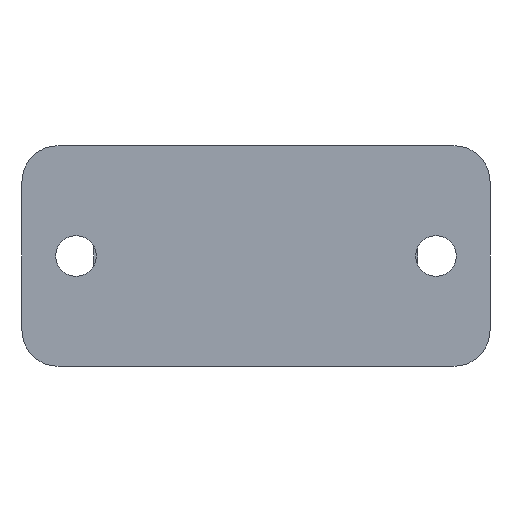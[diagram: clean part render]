
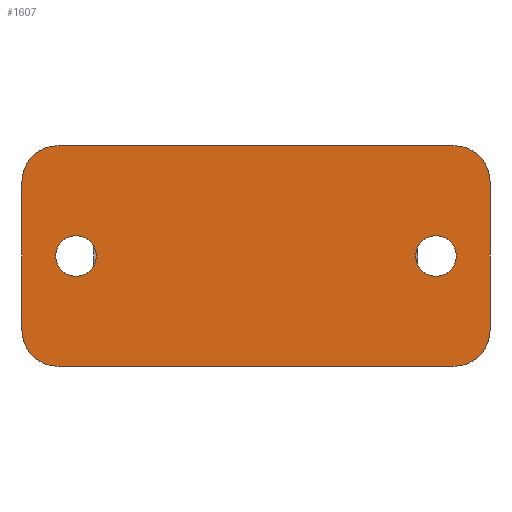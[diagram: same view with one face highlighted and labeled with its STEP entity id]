
A CAD part, front view. The second image highlights one B-rep face of the part: STEP entity #1607.
In plain terms, the highlighted planar face has unit normal (0, -1, 0).
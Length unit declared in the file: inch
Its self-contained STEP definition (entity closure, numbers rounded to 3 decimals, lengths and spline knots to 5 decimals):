
#6 = CARTESIAN_POINT ( 'NONE',  ( -2.5, 0., 0.28125 ) ) ;
#17 = VERTEX_POINT ( 'NONE', #2668 ) ;
#109 = ORIENTED_EDGE ( 'NONE', *, *, #1562, .F. ) ;
#157 = LINE ( 'NONE', #3220, #1790 ) ;
#223 = EDGE_CURVE ( 'NONE', #1593, #638, #3205, .T. ) ;
#348 = CARTESIAN_POINT ( 'NONE',  ( -2.75, 0., 1.03125 ) ) ;
#389 = ORIENTED_EDGE ( 'NONE', *, *, #1336, .T. ) ;
#393 = DIRECTION ( 'NONE',  ( 0., 0., -1. ) ) ;
#497 = ORIENTED_EDGE ( 'NONE', *, *, #2681, .F. ) ;
#511 = VECTOR ( 'NONE', #859, 39.37008 ) ;
#543 = CARTESIAN_POINT ( 'NONE',  ( -3.25, 0., -1.03125 ) ) ;
#566 = LINE ( 'NONE', #3489, #2125 ) ;
#592 = CARTESIAN_POINT ( 'NONE',  ( -2.5, 0., 0. ) ) ;
#597 = EDGE_CURVE ( 'NONE', #17, #2381, #1404, .T. ) ;
#612 = DIRECTION ( 'NONE',  ( -1., 0., 0. ) ) ;
#623 = CARTESIAN_POINT ( 'NONE',  ( 2.5, 0., 0. ) ) ;
#638 = VERTEX_POINT ( 'NONE', #1224 ) ;
#653 = EDGE_LOOP ( 'NONE', ( #109, #389, #1771, #1065, #497, #966, #1756, #2485 ) ) ;
#702 = EDGE_CURVE ( 'NONE', #1665, #2454, #2866, .T. ) ;
#764 = VERTEX_POINT ( 'NONE', #2373 ) ;
#855 = DIRECTION ( 'NONE',  ( 0., 1., 0. ) ) ;
#859 = DIRECTION ( 'NONE',  ( 1., 0., 0. ) ) ;
#880 = ORIENTED_EDGE ( 'NONE', *, *, #597, .T. ) ;
#898 = CARTESIAN_POINT ( 'NONE',  ( -2.75, 0., -1.03125 ) ) ;
#915 = DIRECTION ( 'NONE',  ( 0., 0., -1. ) ) ;
#921 = FACE_BOUND ( 'NONE', #1285, .T. ) ;
#966 = ORIENTED_EDGE ( 'NONE', *, *, #1152, .T. ) ;
#984 = VERTEX_POINT ( 'NONE', #2695 ) ;
#990 = ORIENTED_EDGE ( 'NONE', *, *, #702, .T. ) ;
#1033 = AXIS2_PLACEMENT_3D ( 'NONE', #1807, #2082, #2365 ) ;
#1065 = ORIENTED_EDGE ( 'NONE', *, *, #2822, .T. ) ;
#1069 = EDGE_CURVE ( 'NONE', #1333, #3312, #2781, .T. ) ;
#1088 = ORIENTED_EDGE ( 'NONE', *, *, #1201, .T. ) ;
#1152 = EDGE_CURVE ( 'NONE', #1682, #1883, #3426, .T. ) ;
#1173 = CARTESIAN_POINT ( 'NONE',  ( 2.75, 0., 1.03125 ) ) ;
#1184 = DIRECTION ( 'NONE',  ( 0., -1., 0. ) ) ;
#1201 = EDGE_CURVE ( 'NONE', #2381, #17, #2998, .T. ) ;
#1224 = CARTESIAN_POINT ( 'NONE',  ( 3.25, 0., -1.03125 ) ) ;
#1231 = AXIS2_PLACEMENT_3D ( 'NONE', #898, #1184, #915 ) ;
#1276 = AXIS2_PLACEMENT_3D ( 'NONE', #592, #3112, #1696 ) ;
#1285 = EDGE_LOOP ( 'NONE', ( #1088, #880 ) ) ;
#1333 = VERTEX_POINT ( 'NONE', #3060 ) ;
#1336 = EDGE_CURVE ( 'NONE', #984, #3312, #2899, .T. ) ;
#1398 = FACE_BOUND ( 'NONE', #1885, .T. ) ;
#1404 = CIRCLE ( 'NONE', #2161, 0.28125 ) ;
#1411 = AXIS2_PLACEMENT_3D ( 'NONE', #1173, #3091, #1488 ) ;
#1437 = DIRECTION ( 'NONE',  ( 0., 1., 0. ) ) ;
#1488 = DIRECTION ( 'NONE',  ( 0., 0., -1. ) ) ;
#1562 = EDGE_CURVE ( 'NONE', #984, #638, #157, .T. ) ;
#1593 = VERTEX_POINT ( 'NONE', #2427 ) ;
#1607 = ADVANCED_FACE ( 'NONE', ( #921, #1398, #2437 ), #2178, .T. ) ;
#1665 = VERTEX_POINT ( 'NONE', #6 ) ;
#1682 = VERTEX_POINT ( 'NONE', #543 ) ;
#1690 = DIRECTION ( 'NONE',  ( 0., 0., 1. ) ) ;
#1696 = DIRECTION ( 'NONE',  ( 0., 0., -1. ) ) ;
#1756 = ORIENTED_EDGE ( 'NONE', *, *, #3517, .F. ) ;
#1771 = ORIENTED_EDGE ( 'NONE', *, *, #1069, .F. ) ;
#1790 = VECTOR ( 'NONE', #2962, 39.37008 ) ;
#1807 = CARTESIAN_POINT ( 'NONE',  ( 2.75, 0., -1.03125 ) ) ;
#1876 = AXIS2_PLACEMENT_3D ( 'NONE', #348, #3357, #2220 ) ;
#1883 = VERTEX_POINT ( 'NONE', #2008 ) ;
#1885 = EDGE_LOOP ( 'NONE', ( #990, #2301 ) ) ;
#1906 = DIRECTION ( 'NONE',  ( 0., 0., -1. ) ) ;
#1963 = CARTESIAN_POINT ( 'NONE',  ( -3.25, 0., -1.53125 ) ) ;
#2008 = CARTESIAN_POINT ( 'NONE',  ( -2.75, 0., -1.53125 ) ) ;
#2017 = CARTESIAN_POINT ( 'NONE',  ( 2.5, 0., 0.28125 ) ) ;
#2082 = DIRECTION ( 'NONE',  ( 0., -1., 0. ) ) ;
#2125 = VECTOR ( 'NONE', #3454, 39.37008 ) ;
#2161 = AXIS2_PLACEMENT_3D ( 'NONE', #623, #1437, #3360 ) ;
#2165 = CARTESIAN_POINT ( 'NONE',  ( 0., 0., 0. ) ) ;
#2178 = PLANE ( 'NONE',  #3067 ) ;
#2185 = CARTESIAN_POINT ( 'NONE',  ( 2.75, 0., 1.53125 ) ) ;
#2220 = DIRECTION ( 'NONE',  ( 0., 0., -1. ) ) ;
#2256 = CIRCLE ( 'NONE', #1276, 0.28125 ) ;
#2301 = ORIENTED_EDGE ( 'NONE', *, *, #2359, .T. ) ;
#2337 = DIRECTION ( 'NONE',  ( 0., 1., 0. ) ) ;
#2359 = EDGE_CURVE ( 'NONE', #2454, #1665, #2256, .T. ) ;
#2361 = CARTESIAN_POINT ( 'NONE',  ( -2.5, 0., 0. ) ) ;
#2365 = DIRECTION ( 'NONE',  ( 0., 0., -1. ) ) ;
#2373 = CARTESIAN_POINT ( 'NONE',  ( -3.25, 0., 1.03125 ) ) ;
#2381 = VERTEX_POINT ( 'NONE', #2017 ) ;
#2427 = CARTESIAN_POINT ( 'NONE',  ( 2.75, 0., -1.53125 ) ) ;
#2437 = FACE_OUTER_BOUND ( 'NONE', #653, .T. ) ;
#2454 = VERTEX_POINT ( 'NONE', #2578 ) ;
#2485 = ORIENTED_EDGE ( 'NONE', *, *, #223, .T. ) ;
#2578 = CARTESIAN_POINT ( 'NONE',  ( -2.5, 0., -0.28125 ) ) ;
#2644 = VECTOR ( 'NONE', #612, 39.37008 ) ;
#2668 = CARTESIAN_POINT ( 'NONE',  ( 2.5, 0., -0.28125 ) ) ;
#2681 = EDGE_CURVE ( 'NONE', #1682, #764, #566, .T. ) ;
#2695 = CARTESIAN_POINT ( 'NONE',  ( 3.25, 0., 1.03125 ) ) ;
#2781 = LINE ( 'NONE', #3040, #511 ) ;
#2796 = CARTESIAN_POINT ( 'NONE',  ( 2.5, 0., 0. ) ) ;
#2822 = EDGE_CURVE ( 'NONE', #1333, #764, #3073, .T. ) ;
#2866 = CIRCLE ( 'NONE', #3320, 0.28125 ) ;
#2899 = CIRCLE ( 'NONE', #1411, 0.5 ) ;
#2962 = DIRECTION ( 'NONE',  ( 0., 0., -1. ) ) ;
#2998 = CIRCLE ( 'NONE', #3253, 0.28125 ) ;
#3019 = LINE ( 'NONE', #1963, #2644 ) ;
#3040 = CARTESIAN_POINT ( 'NONE',  ( -3.25, 0., 1.53125 ) ) ;
#3044 = DIRECTION ( 'NONE',  ( 0., -1., 0. ) ) ;
#3060 = CARTESIAN_POINT ( 'NONE',  ( -2.75, 0., 1.53125 ) ) ;
#3067 = AXIS2_PLACEMENT_3D ( 'NONE', #2165, #3044, #1906 ) ;
#3073 = CIRCLE ( 'NONE', #1876, 0.5 ) ;
#3091 = DIRECTION ( 'NONE',  ( 0., -1., 0. ) ) ;
#3112 = DIRECTION ( 'NONE',  ( 0., 1., 0. ) ) ;
#3205 = CIRCLE ( 'NONE', #1033, 0.5 ) ;
#3220 = CARTESIAN_POINT ( 'NONE',  ( 3.25, 0., 1.53125 ) ) ;
#3253 = AXIS2_PLACEMENT_3D ( 'NONE', #2796, #855, #1690 ) ;
#3312 = VERTEX_POINT ( 'NONE', #2185 ) ;
#3320 = AXIS2_PLACEMENT_3D ( 'NONE', #2361, #2337, #393 ) ;
#3357 = DIRECTION ( 'NONE',  ( 0., -1., 0. ) ) ;
#3360 = DIRECTION ( 'NONE',  ( 0., 0., 1. ) ) ;
#3426 = CIRCLE ( 'NONE', #1231, 0.5 ) ;
#3454 = DIRECTION ( 'NONE',  ( 0., 0., 1. ) ) ;
#3489 = CARTESIAN_POINT ( 'NONE',  ( -3.25, 0., 1.53125 ) ) ;
#3517 = EDGE_CURVE ( 'NONE', #1593, #1883, #3019, .T. ) ;
